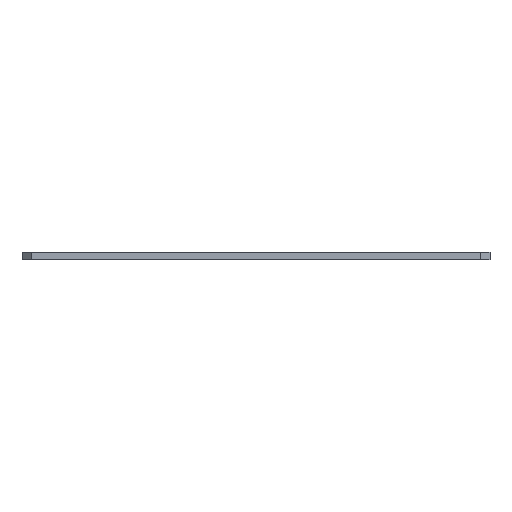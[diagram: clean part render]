
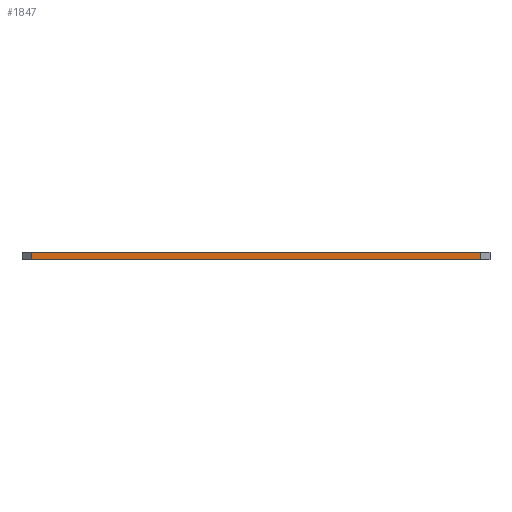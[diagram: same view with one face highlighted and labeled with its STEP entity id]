
A CAD part, left-side view. The second image highlights one B-rep face of the part: STEP entity #1847.
In plain terms, the highlighted planar face has unit normal (-1, 0, 0).
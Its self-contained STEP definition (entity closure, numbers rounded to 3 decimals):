
#1847 = ADVANCED_FACE('',(#1848),#1862,.T.);
#1848 = FACE_BOUND('',#1849,.T.);
#1849 = EDGE_LOOP('',(#1850,#1885,#1913,#1941));
#1850 = ORIENTED_EDGE('',*,*,#1851,.T.);
#1851 = EDGE_CURVE('',#1852,#1854,#1856,.T.);
#1852 = VERTEX_POINT('',#1853);
#1853 = CARTESIAN_POINT('',(0.,-96.,0.));
#1854 = VERTEX_POINT('',#1855);
#1855 = CARTESIAN_POINT('',(0.,-96.,1.6));
#1856 = SURFACE_CURVE('',#1857,(#1861,#1873),.PCURVE_S1.);
#1857 = LINE('',#1858,#1859);
#1858 = CARTESIAN_POINT('',(0.,-96.,0.));
#1859 = VECTOR('',#1860,1.);
#1860 = DIRECTION('',(0.,0.,1.));
#1861 = PCURVE('',#1862,#1867);
#1862 = PLANE('',#1863);
#1863 = AXIS2_PLACEMENT_3D('',#1864,#1865,#1866);
#1864 = CARTESIAN_POINT('',(0.,-96.,0.));
#1865 = DIRECTION('',(-1.,0.,0.));
#1866 = DIRECTION('',(0.,1.,0.));
#1867 = DEFINITIONAL_REPRESENTATION('',(#1868),#1872);
#1868 = LINE('',#1869,#1870);
#1869 = CARTESIAN_POINT('',(0.,0.));
#1870 = VECTOR('',#1871,1.);
#1871 = DIRECTION('',(0.,-1.));
#1872 = ( GEOMETRIC_REPRESENTATION_CONTEXT(2) 
PARAMETRIC_REPRESENTATION_CONTEXT() REPRESENTATION_CONTEXT('2D SPACE',''
  ) );
#1873 = PCURVE('',#1874,#1879);
#1874 = PLANE('',#1875);
#1875 = AXIS2_PLACEMENT_3D('',#1876,#1877,#1878);
#1876 = CARTESIAN_POINT('',(39.,-96.,0.));
#1877 = DIRECTION('',(0.,-1.,0.));
#1878 = DIRECTION('',(-1.,0.,0.));
#1879 = DEFINITIONAL_REPRESENTATION('',(#1880),#1884);
#1880 = LINE('',#1881,#1882);
#1881 = CARTESIAN_POINT('',(39.,0.));
#1882 = VECTOR('',#1883,1.);
#1883 = DIRECTION('',(0.,-1.));
#1884 = ( GEOMETRIC_REPRESENTATION_CONTEXT(2) 
PARAMETRIC_REPRESENTATION_CONTEXT() REPRESENTATION_CONTEXT('2D SPACE',''
  ) );
#1885 = ORIENTED_EDGE('',*,*,#1886,.T.);
#1886 = EDGE_CURVE('',#1854,#1887,#1889,.T.);
#1887 = VERTEX_POINT('',#1888);
#1888 = CARTESIAN_POINT('',(0.,0.,1.6));
#1889 = SURFACE_CURVE('',#1890,(#1894,#1901),.PCURVE_S1.);
#1890 = LINE('',#1891,#1892);
#1891 = CARTESIAN_POINT('',(0.,-96.,1.6));
#1892 = VECTOR('',#1893,1.);
#1893 = DIRECTION('',(0.,1.,0.));
#1894 = PCURVE('',#1862,#1895);
#1895 = DEFINITIONAL_REPRESENTATION('',(#1896),#1900);
#1896 = LINE('',#1897,#1898);
#1897 = CARTESIAN_POINT('',(0.,-1.6));
#1898 = VECTOR('',#1899,1.);
#1899 = DIRECTION('',(1.,0.));
#1900 = ( GEOMETRIC_REPRESENTATION_CONTEXT(2) 
PARAMETRIC_REPRESENTATION_CONTEXT() REPRESENTATION_CONTEXT('2D SPACE',''
  ) );
#1901 = PCURVE('',#1902,#1907);
#1902 = PLANE('',#1903);
#1903 = AXIS2_PLACEMENT_3D('',#1904,#1905,#1906);
#1904 = CARTESIAN_POINT('',(0.,-96.,1.6));
#1905 = DIRECTION('',(0.,0.,1.));
#1906 = DIRECTION('',(1.,0.,0.));
#1907 = DEFINITIONAL_REPRESENTATION('',(#1908),#1912);
#1908 = LINE('',#1909,#1910);
#1909 = CARTESIAN_POINT('',(0.,0.));
#1910 = VECTOR('',#1911,1.);
#1911 = DIRECTION('',(0.,1.));
#1912 = ( GEOMETRIC_REPRESENTATION_CONTEXT(2) 
PARAMETRIC_REPRESENTATION_CONTEXT() REPRESENTATION_CONTEXT('2D SPACE',''
  ) );
#1913 = ORIENTED_EDGE('',*,*,#1914,.F.);
#1914 = EDGE_CURVE('',#1915,#1887,#1917,.T.);
#1915 = VERTEX_POINT('',#1916);
#1916 = CARTESIAN_POINT('',(0.,0.,0.));
#1917 = SURFACE_CURVE('',#1918,(#1922,#1929),.PCURVE_S1.);
#1918 = LINE('',#1919,#1920);
#1919 = CARTESIAN_POINT('',(0.,0.,0.));
#1920 = VECTOR('',#1921,1.);
#1921 = DIRECTION('',(0.,0.,1.));
#1922 = PCURVE('',#1862,#1923);
#1923 = DEFINITIONAL_REPRESENTATION('',(#1924),#1928);
#1924 = LINE('',#1925,#1926);
#1925 = CARTESIAN_POINT('',(96.,0.));
#1926 = VECTOR('',#1927,1.);
#1927 = DIRECTION('',(0.,-1.));
#1928 = ( GEOMETRIC_REPRESENTATION_CONTEXT(2) 
PARAMETRIC_REPRESENTATION_CONTEXT() REPRESENTATION_CONTEXT('2D SPACE',''
  ) );
#1929 = PCURVE('',#1930,#1935);
#1930 = PLANE('',#1931);
#1931 = AXIS2_PLACEMENT_3D('',#1932,#1933,#1934);
#1932 = CARTESIAN_POINT('',(0.,0.,0.));
#1933 = DIRECTION('',(0.,1.,0.));
#1934 = DIRECTION('',(1.,0.,0.));
#1935 = DEFINITIONAL_REPRESENTATION('',(#1936),#1940);
#1936 = LINE('',#1937,#1938);
#1937 = CARTESIAN_POINT('',(0.,0.));
#1938 = VECTOR('',#1939,1.);
#1939 = DIRECTION('',(0.,-1.));
#1940 = ( GEOMETRIC_REPRESENTATION_CONTEXT(2) 
PARAMETRIC_REPRESENTATION_CONTEXT() REPRESENTATION_CONTEXT('2D SPACE',''
  ) );
#1941 = ORIENTED_EDGE('',*,*,#1942,.F.);
#1942 = EDGE_CURVE('',#1852,#1915,#1943,.T.);
#1943 = SURFACE_CURVE('',#1944,(#1948,#1955),.PCURVE_S1.);
#1944 = LINE('',#1945,#1946);
#1945 = CARTESIAN_POINT('',(0.,-96.,0.));
#1946 = VECTOR('',#1947,1.);
#1947 = DIRECTION('',(0.,1.,0.));
#1948 = PCURVE('',#1862,#1949);
#1949 = DEFINITIONAL_REPRESENTATION('',(#1950),#1954);
#1950 = LINE('',#1951,#1952);
#1951 = CARTESIAN_POINT('',(0.,0.));
#1952 = VECTOR('',#1953,1.);
#1953 = DIRECTION('',(1.,0.));
#1954 = ( GEOMETRIC_REPRESENTATION_CONTEXT(2) 
PARAMETRIC_REPRESENTATION_CONTEXT() REPRESENTATION_CONTEXT('2D SPACE',''
  ) );
#1955 = PCURVE('',#1956,#1961);
#1956 = PLANE('',#1957);
#1957 = AXIS2_PLACEMENT_3D('',#1958,#1959,#1960);
#1958 = CARTESIAN_POINT('',(0.,-96.,0.));
#1959 = DIRECTION('',(0.,0.,1.));
#1960 = DIRECTION('',(1.,0.,0.));
#1961 = DEFINITIONAL_REPRESENTATION('',(#1962),#1966);
#1962 = LINE('',#1963,#1964);
#1963 = CARTESIAN_POINT('',(0.,0.));
#1964 = VECTOR('',#1965,1.);
#1965 = DIRECTION('',(0.,1.));
#1966 = ( GEOMETRIC_REPRESENTATION_CONTEXT(2) 
PARAMETRIC_REPRESENTATION_CONTEXT() REPRESENTATION_CONTEXT('2D SPACE',''
  ) );
